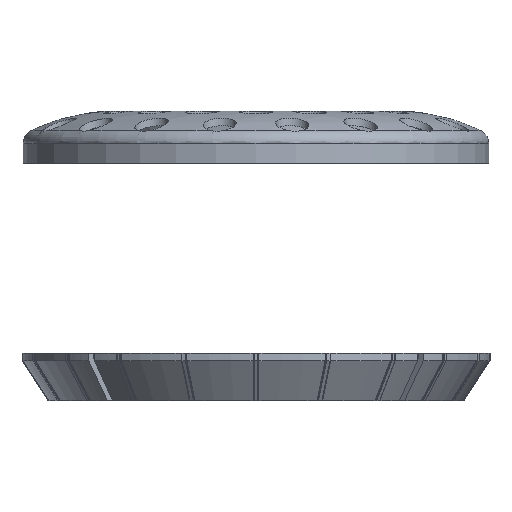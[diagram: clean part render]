
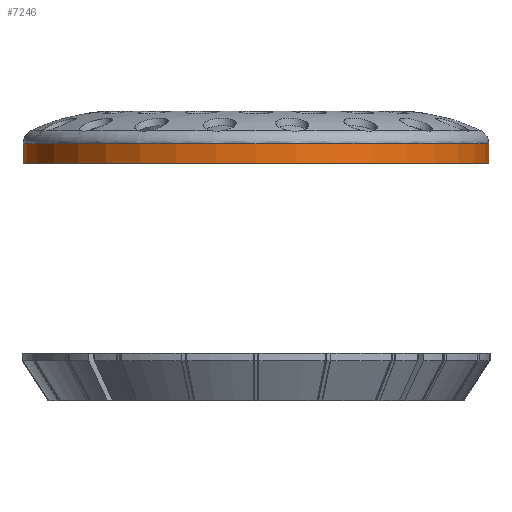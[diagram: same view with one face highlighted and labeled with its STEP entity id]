
A CAD part, front view. The second image highlights one B-rep face of the part: STEP entity #7246.
In plain terms, the highlighted cylindrical face has radius 490 mm (diameter 980 mm), a full revolution.
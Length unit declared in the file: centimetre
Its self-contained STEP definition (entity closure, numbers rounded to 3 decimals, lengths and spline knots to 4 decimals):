
#396=CIRCLE('',#8738,49.);
#398=CIRCLE('',#8740,49.);
#409=CIRCLE('',#8776,49.);
#744=FACE_OUTER_BOUND('',#1155,.T.);
#1155=EDGE_LOOP('',(#4982,#4983,#4984,#4985,#4986));
#2188=VERTEX_POINT('',#15721);
#2189=VERTEX_POINT('',#15722);
#2198=VERTEX_POINT('',#15971);
#3177=EDGE_CURVE('',#2188,#2189,#396,.T.);
#3188=EDGE_CURVE('',#2189,#2188,#398,.T.);
#3231=EDGE_CURVE('',#2198,#2198,#409,.T.);
#3232=EDGE_CURVE('',#2198,#2189,#7647,.T.);
#4982=ORIENTED_EDGE('',*,*,#3231,.F.);
#4983=ORIENTED_EDGE('',*,*,#3232,.T.);
#4984=ORIENTED_EDGE('',*,*,#3188,.T.);
#4985=ORIENTED_EDGE('',*,*,#3177,.T.);
#4986=ORIENTED_EDGE('',*,*,#3232,.F.);
#7026=CYLINDRICAL_SURFACE('',#8775,49.);
#7246=ADVANCED_FACE('',(#744),#7026,.T.);
#7647=LINE('',#15973,#8150);
#8150=VECTOR('',#9780,49.);
#8738=AXIS2_PLACEMENT_3D('',#15723,#9686,#9687);
#8740=AXIS2_PLACEMENT_3D('',#15783,#9690,#9691);
#8775=AXIS2_PLACEMENT_3D('',#15970,#9776,#9777);
#8776=AXIS2_PLACEMENT_3D('',#15972,#9778,#9779);
#9686=DIRECTION('center_axis',(0.,0.,-1.));
#9687=DIRECTION('ref_axis',(-1.,0.,0.));
#9690=DIRECTION('center_axis',(0.,0.,-1.));
#9691=DIRECTION('ref_axis',(-1.,0.,0.));
#9776=DIRECTION('center_axis',(0.,0.,-1.));
#9777=DIRECTION('ref_axis',(-1.,0.,0.));
#9778=DIRECTION('center_axis',(0.,0.,-1.));
#9779=DIRECTION('ref_axis',(-1.,0.,0.));
#9780=DIRECTION('',(0.,0.,1.));
#15721=CARTESIAN_POINT('',(0.,-49.,54.1768));
#15722=CARTESIAN_POINT('',(49.,0.,54.1768));
#15723=CARTESIAN_POINT('Origin',(0.,0.,
54.1768));
#15783=CARTESIAN_POINT('Origin',(0.,0.,
54.1768));
#15970=CARTESIAN_POINT('Origin',(0.,0.,
52.0884));
#15971=CARTESIAN_POINT('',(49.,0.,50.));
#15972=CARTESIAN_POINT('Origin',(0.,0.,
50.));
#15973=CARTESIAN_POINT('',(49.,0.,52.0884));
